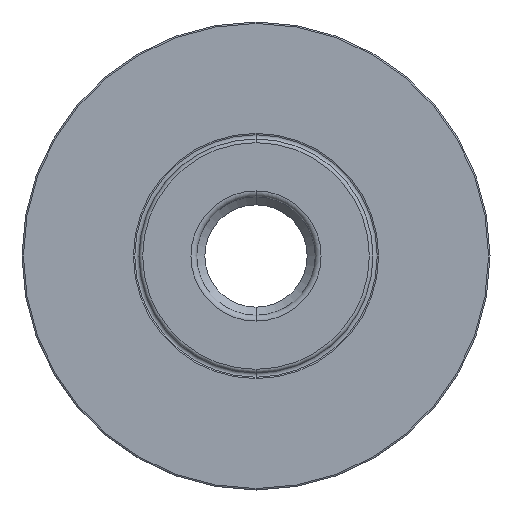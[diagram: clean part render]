
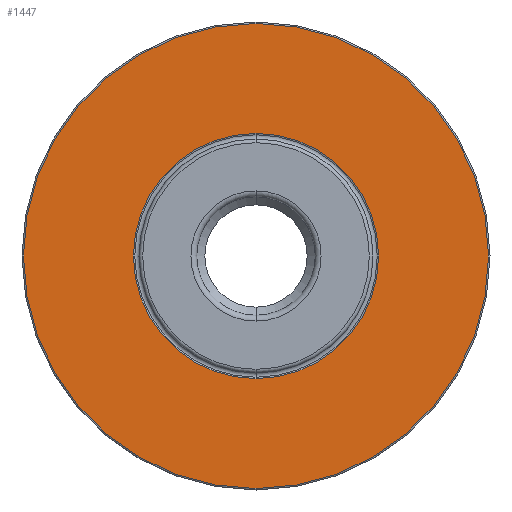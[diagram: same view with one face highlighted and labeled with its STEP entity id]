
A CAD part, front view. The second image highlights one B-rep face of the part: STEP entity #1447.
In plain terms, the highlighted planar face has unit normal (0, -1, 0).
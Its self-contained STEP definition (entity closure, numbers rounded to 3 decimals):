
#27 = CARTESIAN_POINT ( 'NONE',  ( 0., 7.8, 16.763 ) ) ;
#55 = CARTESIAN_POINT ( 'NONE',  ( 0., 7.8, 0. ) ) ;
#59 = FACE_OUTER_BOUND ( 'NONE', #706, .T. ) ;
#121 = CARTESIAN_POINT ( 'NONE',  ( 0., 7.8, -16.763 ) ) ;
#211 = CARTESIAN_POINT ( 'NONE',  ( 0., 7.8, 0. ) ) ;
#213 = DIRECTION ( 'NONE',  ( 0., 1., 0. ) ) ;
#218 = DIRECTION ( 'NONE',  ( 0., 0., 1. ) ) ;
#228 = DIRECTION ( 'NONE',  ( 0., 1., 0. ) ) ;
#298 = VERTEX_POINT ( 'NONE', #362 ) ;
#340 = EDGE_CURVE ( 'NONE', #872, #980, #1067, .T. ) ;
#362 = CARTESIAN_POINT ( 'NONE',  ( 0., 7.8, 31.8 ) ) ;
#427 = VERTEX_POINT ( 'NONE', #1500 ) ;
#438 = DIRECTION ( 'NONE',  ( 0., 0., 1. ) ) ;
#446 = ORIENTED_EDGE ( 'NONE', *, *, #868, .F. ) ;
#607 = AXIS2_PLACEMENT_3D ( 'NONE', #211, #213, #218 ) ;
#706 = EDGE_LOOP ( 'NONE', ( #446, #1510 ) ) ;
#757 = FACE_BOUND ( 'NONE', #1411, .T. ) ;
#763 = CIRCLE ( 'NONE', #1401, 16.763 ) ;
#839 = EDGE_CURVE ( 'NONE', #980, #872, #763, .T. ) ;
#848 = DIRECTION ( 'NONE',  ( 0., 0., 1. ) ) ;
#868 = EDGE_CURVE ( 'NONE', #298, #427, #1136, .T. ) ;
#872 = VERTEX_POINT ( 'NONE', #27 ) ;
#908 = AXIS2_PLACEMENT_3D ( 'NONE', #1474, #1595, #1206 ) ;
#934 = EDGE_CURVE ( 'NONE', #427, #298, #1489, .T. ) ;
#980 = VERTEX_POINT ( 'NONE', #121 ) ;
#1035 = DIRECTION ( 'NONE',  ( 0., 0., 1. ) ) ;
#1044 = ORIENTED_EDGE ( 'NONE', *, *, #340, .T. ) ;
#1067 = CIRCLE ( 'NONE', #607, 16.763 ) ;
#1114 = DIRECTION ( 'NONE',  ( 0., 1., 0. ) ) ;
#1129 = CARTESIAN_POINT ( 'NONE',  ( 0., 7.8, 0. ) ) ;
#1136 = CIRCLE ( 'NONE', #1389, 31.8 ) ;
#1206 = DIRECTION ( 'NONE',  ( 0., 0., 1. ) ) ;
#1352 = AXIS2_PLACEMENT_3D ( 'NONE', #55, #1114, #1035 ) ;
#1389 = AXIS2_PLACEMENT_3D ( 'NONE', #1129, #228, #438 ) ;
#1401 = AXIS2_PLACEMENT_3D ( 'NONE', #1499, #1791, #848 ) ;
#1411 = EDGE_LOOP ( 'NONE', ( #1740, #1044 ) ) ;
#1447 = ADVANCED_FACE ( 'NONE', ( #59, #757 ), #1644, .F. ) ;
#1474 = CARTESIAN_POINT ( 'NONE',  ( 16.763, 7.8, 0. ) ) ;
#1489 = CIRCLE ( 'NONE', #1352, 31.8 ) ;
#1499 = CARTESIAN_POINT ( 'NONE',  ( 0., 7.8, 0. ) ) ;
#1500 = CARTESIAN_POINT ( 'NONE',  ( 0., 7.8, -31.8 ) ) ;
#1510 = ORIENTED_EDGE ( 'NONE', *, *, #934, .F. ) ;
#1595 = DIRECTION ( 'NONE',  ( 0., 1., 0. ) ) ;
#1644 = PLANE ( 'NONE',  #908 ) ;
#1740 = ORIENTED_EDGE ( 'NONE', *, *, #839, .T. ) ;
#1791 = DIRECTION ( 'NONE',  ( 0., 1., 0. ) ) ;
